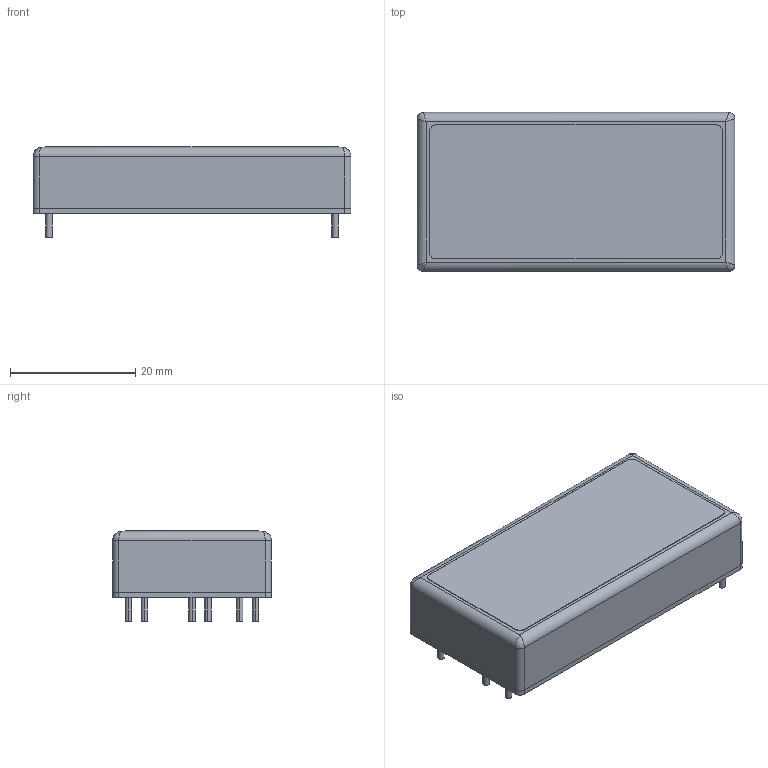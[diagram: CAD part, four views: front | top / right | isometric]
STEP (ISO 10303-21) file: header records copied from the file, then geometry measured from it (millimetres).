
FILE_DESCRIPTION((''),'2;1');
FILE_NAME('DCDC_TRACO_TEN30WIN.stp','2010-02-04T15:20:17',(''),(''),'Mechanical Desktop 2010','Mechanical Desktop 2010',', , ');
FILE_SCHEMA(('AUTOMOTIVE_DESIGN { 1 2 10303 214 1 1 1 1 }'));
Length unit declared in the file: millimetre
Products named in the file (1): Product
Bounding box: 50.8 x 25.4 x 14.5 mm (x, y, z)
Volume: 13714.4 mm3; surface area: 8752.7 mm2
Topology: 9 solids, 9 shells, 62 faces, 124 edges, 76 vertices
Faces by surface type: plane 30, cylinder 28, bspline 4
Entity records: 1826 total; most frequent: CARTESIAN_POINT 455, DIRECTION 294, ORIENTED_EDGE 240, EDGE_CURVE 120, AXIS2_PLACEMENT_3D 115, VERTEX_POINT 76, VECTOR 64, LINE 64
